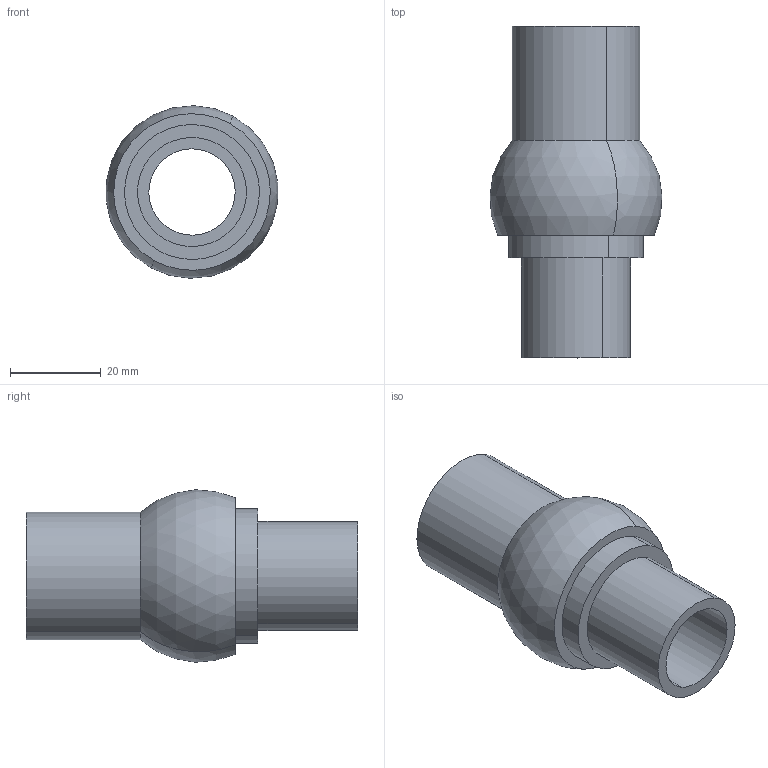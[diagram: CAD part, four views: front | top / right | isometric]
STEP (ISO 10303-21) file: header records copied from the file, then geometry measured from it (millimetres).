
FILE_DESCRIPTION(('CATIA V5 STEP Exchange'),'2;1');
FILE_NAME('Sucette M20x150 PTFE.stp','2021-10-14T07:21:49+00:00',('none'),('none'),'CATIA Version 5 Release 21 GA (IN-10)','CATIA V5 STEP AP203','none');
FILE_SCHEMA(('CONFIG_CONTROL_DESIGN'));
Length unit declared in the file: millimetre
Products named in the file (1): Sucette M20x150 PTFE
Bounding box: 37.77 x 73 x 37.97 mm (x, y, z)
Volume: 29093.3 mm3; surface area: 12165.7 mm2
Topology: 1 solids, 1 shells, 14 faces, 37 edges, 28 vertices
Faces by surface type: cylinder 8, plane 4, sphere 2
Entity records: 457 total; most frequent: CARTESIAN_POINT 84, DIRECTION 57, ORIENTED_EDGE 56, AXIS2_PLACEMENT_3D 32, EDGE_CURVE 28, CIRCLE 21, EDGE_LOOP 18, VERTEX_POINT 18
